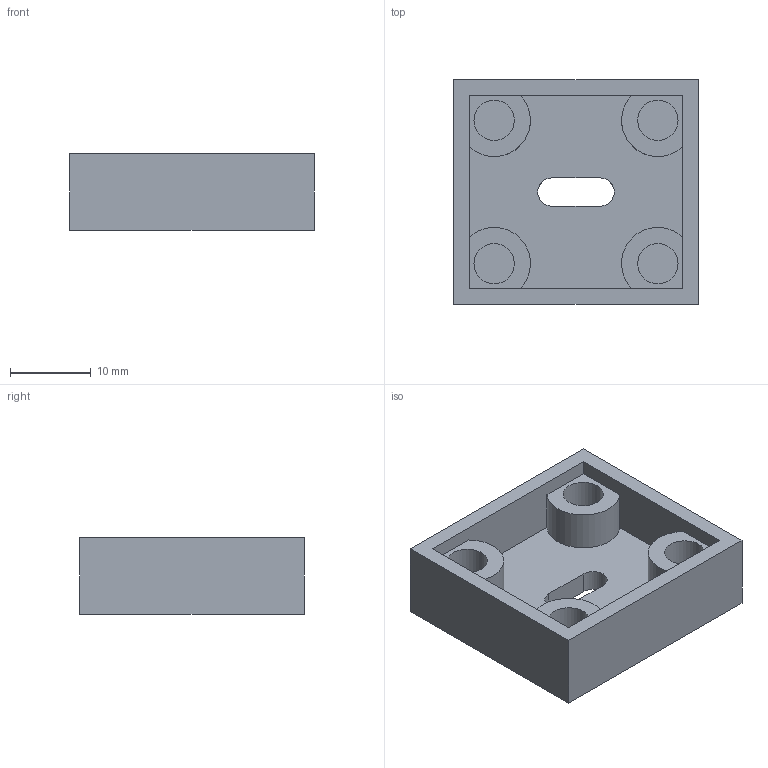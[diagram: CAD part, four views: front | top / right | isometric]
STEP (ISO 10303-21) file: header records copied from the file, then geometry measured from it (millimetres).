
FILE_DESCRIPTION(/* description */ (''),/* implementation_level */ '2;1');
FILE_NAME(/* name */ 'co2-bottom-v2.step',/* time_stamp */ '2023-12-28T20:17:35+09:00',/* author */ (''),/* organization */ (''),/* preprocessor_version */ 'ST-DEVELOPER v20',/* originating_system */ 'Autodesk Translation Framework v12.14.0.127',/* authorisation */ '');
FILE_SCHEMA (('AUTOMOTIVE_DESIGN { 1 0 10303 214 3 1 1 }'));
Length unit declared in the file: millimetre
Products named in the file (1): 5187 SCD-40 C02 Sensor
Bounding box: 30.4 x 27.86 x 9.53 mm (x, y, z)
Volume: 4277.4 mm3; surface area: 3832 mm2
Topology: 1 solids, 1 shells, 31 faces, 72 edges, 48 vertices
Faces by surface type: plane 21, cylinder 10
Full cylindrical faces by diameter (mm): 5 x4
Entity records: 912 total; most frequent: DIRECTION 156, CARTESIAN_POINT 152, ORIENTED_EDGE 144, EDGE_CURVE 72, LINE 52, VECTOR 52, AXIS2_PLACEMENT_3D 52, VERTEX_POINT 48
